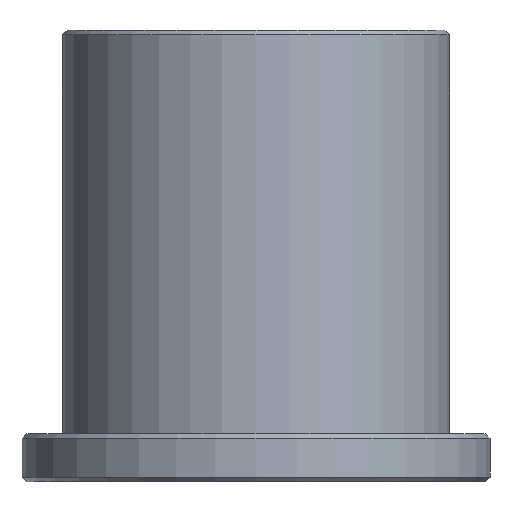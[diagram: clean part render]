
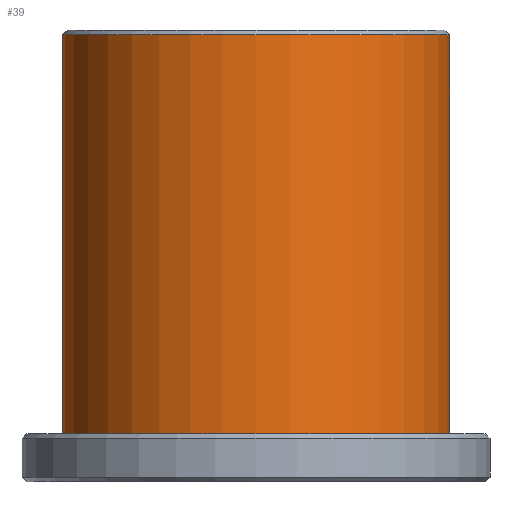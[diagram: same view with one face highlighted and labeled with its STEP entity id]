
A CAD part, front view. The second image highlights one B-rep face of the part: STEP entity #39.
In plain terms, the highlighted cylindrical face has radius 12 mm (diameter 24 mm), a partial arc.
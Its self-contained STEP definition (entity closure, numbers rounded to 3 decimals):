
#2 = EDGE_LOOP ( 'NONE', ( #516, #1105, #691, #1274 ) ) ;
#3 = DIRECTION ( 'NONE',  ( 1., 0., 0. ) ) ;
#10 = AXIS2_PLACEMENT_3D ( 'NONE', #652, #793, #3 ) ;
#21 = EDGE_CURVE ( 'NONE', #85, #1262, #28, .T. ) ;
#28 = LINE ( 'NONE', #716, #1187 ) ;
#39 = ADVANCED_FACE ( 'NONE', ( #302 ), #866, .T. ) ;
#85 = VERTEX_POINT ( 'NONE', #363 ) ;
#90 = DIRECTION ( 'NONE',  ( -1., 0., 0. ) ) ;
#132 = VERTEX_POINT ( 'NONE', #291 ) ;
#157 = CARTESIAN_POINT ( 'NONE',  ( -12., 0., 28. ) ) ;
#202 = CIRCLE ( 'NONE', #10, 12. ) ;
#217 = AXIS2_PLACEMENT_3D ( 'NONE', #1419, #774, #90 ) ;
#244 = AXIS2_PLACEMENT_3D ( 'NONE', #594, #598, #614 ) ;
#291 = CARTESIAN_POINT ( 'NONE',  ( -12., 0., 27.7 ) ) ;
#302 = FACE_OUTER_BOUND ( 'NONE', #2, .T. ) ;
#330 = EDGE_CURVE ( 'NONE', #85, #132, #202, .T. ) ;
#363 = CARTESIAN_POINT ( 'NONE',  ( 12., 0., 27.7 ) ) ;
#451 = CARTESIAN_POINT ( 'NONE',  ( -12., 0., 3. ) ) ;
#495 = VERTEX_POINT ( 'NONE', #451 ) ;
#516 = ORIENTED_EDGE ( 'NONE', *, *, #21, .F. ) ;
#542 = VECTOR ( 'NONE', #1157, 1000. ) ;
#594 = CARTESIAN_POINT ( 'NONE',  ( 0., 0., 28. ) ) ;
#598 = DIRECTION ( 'NONE',  ( 0., 0., -1. ) ) ;
#614 = DIRECTION ( 'NONE',  ( -1., 0., 0. ) ) ;
#632 = CIRCLE ( 'NONE', #217, 12. ) ;
#645 = DIRECTION ( 'NONE',  ( 0., 0., -1. ) ) ;
#652 = CARTESIAN_POINT ( 'NONE',  ( 0., 0., 27.7 ) ) ;
#691 = ORIENTED_EDGE ( 'NONE', *, *, #1398, .T. ) ;
#716 = CARTESIAN_POINT ( 'NONE',  ( 12., 0., 28. ) ) ;
#774 = DIRECTION ( 'NONE',  ( 0., 0., -1. ) ) ;
#776 = CARTESIAN_POINT ( 'NONE',  ( 12., 0., 3. ) ) ;
#793 = DIRECTION ( 'NONE',  ( 0., 0., -1. ) ) ;
#859 = EDGE_CURVE ( 'NONE', #1262, #495, #632, .T. ) ;
#866 = CYLINDRICAL_SURFACE ( 'NONE', #244, 12. ) ;
#1105 = ORIENTED_EDGE ( 'NONE', *, *, #330, .T. ) ;
#1145 = LINE ( 'NONE', #157, #542 ) ;
#1157 = DIRECTION ( 'NONE',  ( 0., 0., -1. ) ) ;
#1187 = VECTOR ( 'NONE', #645, 1000. ) ;
#1262 = VERTEX_POINT ( 'NONE', #776 ) ;
#1274 = ORIENTED_EDGE ( 'NONE', *, *, #859, .F. ) ;
#1398 = EDGE_CURVE ( 'NONE', #132, #495, #1145, .T. ) ;
#1419 = CARTESIAN_POINT ( 'NONE',  ( 0., 0., 3. ) ) ;
